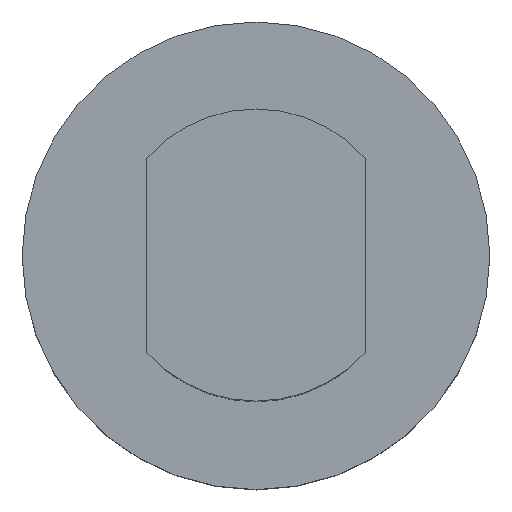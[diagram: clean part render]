
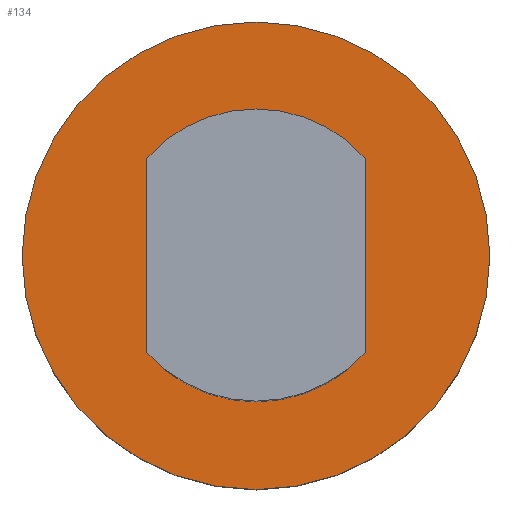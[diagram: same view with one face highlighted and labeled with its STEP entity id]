
A CAD part, top view. The second image highlights one B-rep face of the part: STEP entity #134.
In plain terms, the highlighted planar face has unit normal (0, 0, 1).
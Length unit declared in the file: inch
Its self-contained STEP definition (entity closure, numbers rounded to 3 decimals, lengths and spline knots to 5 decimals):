
#18=LINE('',#202,#26);
#23=LINE('',#215,#31);
#26=VECTOR('',#163,0.25892);
#31=VECTOR('',#176,0.25892);
#36=PLANE('',#150);
#38=FACE_BOUND('',#56,.T.);
#46=FACE_OUTER_BOUND('',#55,.T.);
#55=EDGE_LOOP('',(#110));
#56=EDGE_LOOP('',(#111,#112,#113,#114));
#58=CIRCLE('',#139,0.312);
#60=CIRCLE('',#143,0.19488);
#62=CIRCLE('',#147,0.19488);
#64=VERTEX_POINT('',#193);
#67=VERTEX_POINT('',#199);
#68=VERTEX_POINT('',#201);
#70=VERTEX_POINT('',#207);
#72=VERTEX_POINT('',#213);
#74=EDGE_CURVE('',#64,#64,#58,.T.);
#77=EDGE_CURVE('',#67,#68,#18,.T.);
#81=EDGE_CURVE('',#70,#67,#60,.T.);
#84=EDGE_CURVE('',#72,#70,#23,.T.);
#86=EDGE_CURVE('',#68,#72,#62,.T.);
#110=ORIENTED_EDGE('',*,*,#74,.F.);
#111=ORIENTED_EDGE('',*,*,#77,.F.);
#112=ORIENTED_EDGE('',*,*,#81,.F.);
#113=ORIENTED_EDGE('',*,*,#84,.F.);
#114=ORIENTED_EDGE('',*,*,#86,.F.);
#134=ADVANCED_FACE('',(#46,#38),#36,.F.);
#139=AXIS2_PLACEMENT_3D('',#194,#157,#158);
#143=AXIS2_PLACEMENT_3D('',#209,#170,#171);
#147=AXIS2_PLACEMENT_3D('',#218,#181,#182);
#150=AXIS2_PLACEMENT_3D('',#221,#187,#188);
#157=DIRECTION('center_axis',(0.,0.,-1.));
#158=DIRECTION('ref_axis',(-1.,0.,0.));
#163=DIRECTION('',(0.,1.,0.));
#170=DIRECTION('center_axis',(0.,0.,1.));
#171=DIRECTION('ref_axis',(1.,0.,0.));
#176=DIRECTION('',(0.,-1.,0.));
#181=DIRECTION('center_axis',(0.,0.,1.));
#182=DIRECTION('ref_axis',(1.,0.,0.));
#187=DIRECTION('center_axis',(0.,0.,-1.));
#188=DIRECTION('ref_axis',(-1.,0.,0.));
#193=CARTESIAN_POINT('',(0.312,0.,-0.6));
#194=CARTESIAN_POINT('Origin',(0.,0.,-0.6));
#199=CARTESIAN_POINT('',(0.14567,-0.12946,-0.6));
#201=CARTESIAN_POINT('',(0.14567,0.12946,-0.6));
#202=CARTESIAN_POINT('',(0.14567,-0.43431,-0.6));
#207=CARTESIAN_POINT('',(-0.14567,-0.12946,-0.6));
#209=CARTESIAN_POINT('Origin',(0.,0.,-0.6));
#213=CARTESIAN_POINT('',(-0.14567,0.12946,-0.6));
#215=CARTESIAN_POINT('',(-0.14567,-0.43431,-0.6));
#218=CARTESIAN_POINT('Origin',(0.,0.,-0.6));
#221=CARTESIAN_POINT('Origin',(0.,0.,-0.6));
